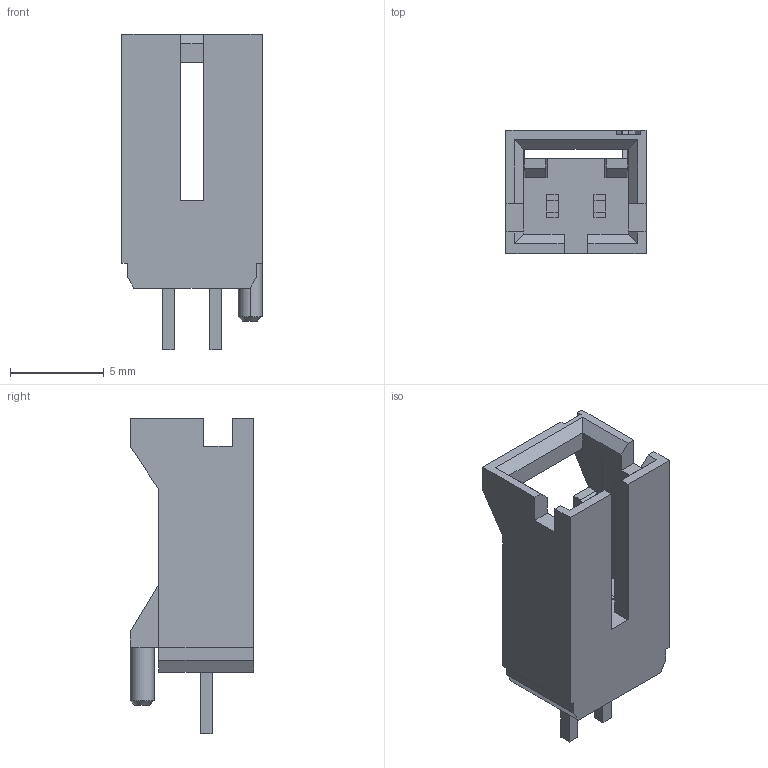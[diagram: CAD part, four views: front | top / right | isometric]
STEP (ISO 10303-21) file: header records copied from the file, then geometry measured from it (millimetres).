
FILE_DESCRIPTION((''),'2;1');
FILE_NAME('C-5-104809-1','2020-10-23T05:29:57',('workeradm'),('TE Connectivity Ltd.'),'CREO PARAMETRIC BY PTC INC, 2019292','CREO PARAMETRIC BY PTC INC, 2019292','');
FILE_SCHEMA(('AUTOMOTIVE_DESIGN { 1 0 10303 214 1 1 1 1 }'));
Length unit declared in the file: millimetre
Products named in the file (1): C-5-104809-1
Bounding box: 7.49 x 6.6 x 16.89 mm (x, y, z)
Volume: 336.2 mm3; surface area: 609.7 mm2
Topology: 1 solids, 1 shells, 94 faces, 253 edges, 163 vertices
Faces by surface type: plane 88, cylinder 4, cone 2
Entity records: 3219 total; most frequent: CARTESIAN_POINT 512, ORIENTED_EDGE 506, DIRECTION 453, EDGE_CURVE 253, VECTOR 241, LINE 241, VERTEX_POINT 163, COLOUR_RGB 126
